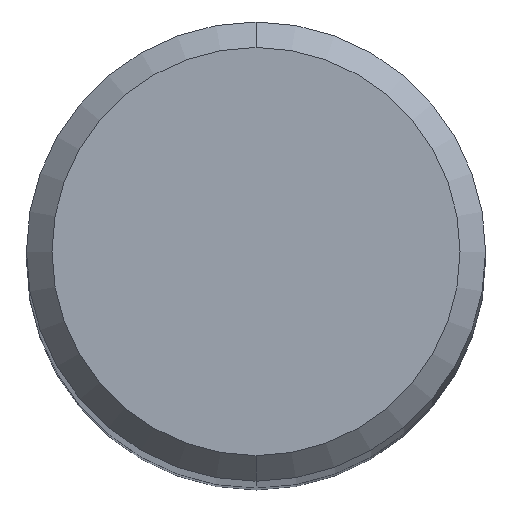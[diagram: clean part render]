
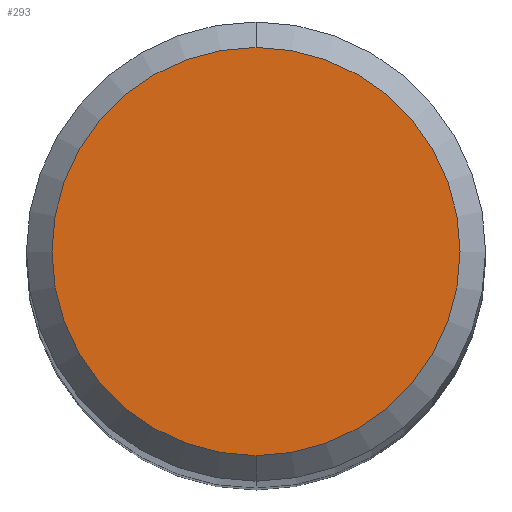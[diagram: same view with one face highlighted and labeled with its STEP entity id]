
A CAD part, top view. The second image highlights one B-rep face of the part: STEP entity #293.
In plain terms, the highlighted planar face has unit normal (0, 0, 1).
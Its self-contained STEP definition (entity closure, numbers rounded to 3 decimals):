
#207=VERTEX_POINT('',#488);
#217=EDGE_CURVE('',#207,#303,#498,.T.);
#293=ADVANCED_FACE('',(#585),#586,.T.);
#303=VERTEX_POINT('',#598);
#307=EDGE_CURVE('',#303,#207,#602,.T.);
#488=CARTESIAN_POINT('',(0.,-4.0,0.0));
#498=CIRCLE('',#875,4.0);
#585=FACE_OUTER_BOUND('',#1042,.T.);
#586=PLANE('',#1043);
#598=CARTESIAN_POINT('',(0.0,4.0,0.0));
#602=CIRCLE('',#1060,4.0);
#875=AXIS2_PLACEMENT_3D('',#1409,#1410,#1411);
#1042=EDGE_LOOP('',(#1530,#1531));
#1043=AXIS2_PLACEMENT_3D('',#1532,#1533,#1534);
#1060=AXIS2_PLACEMENT_3D('',#1549,#1550,#1551);
#1409=CARTESIAN_POINT('',(0.0,0.0,0.0));
#1410=DIRECTION('',(0.0,0.0,-1.0));
#1411=DIRECTION('',(0.0,1.0,0.0));
#1530=ORIENTED_EDGE('',*,*,#307,.F.);
#1531=ORIENTED_EDGE('',*,*,#217,.F.);
#1532=CARTESIAN_POINT('',(0.0,2.0,0.0));
#1533=DIRECTION('',(-0.0,0.0,1.0));
#1534=DIRECTION('',(0.0,-1.0,0.0));
#1549=CARTESIAN_POINT('',(0.0,0.0,0.0));
#1550=DIRECTION('',(0.0,0.0,-1.0));
#1551=DIRECTION('',(0.0,1.0,0.0));
